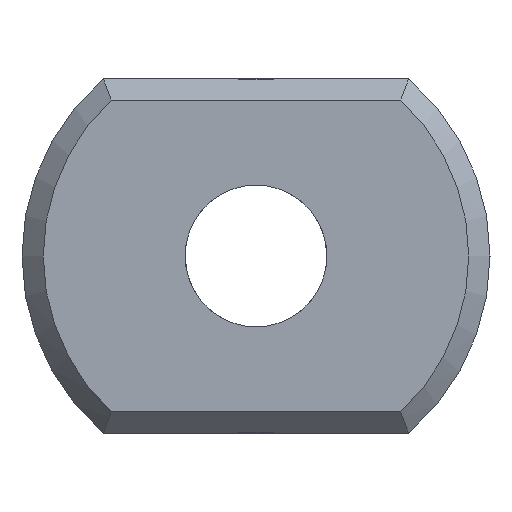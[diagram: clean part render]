
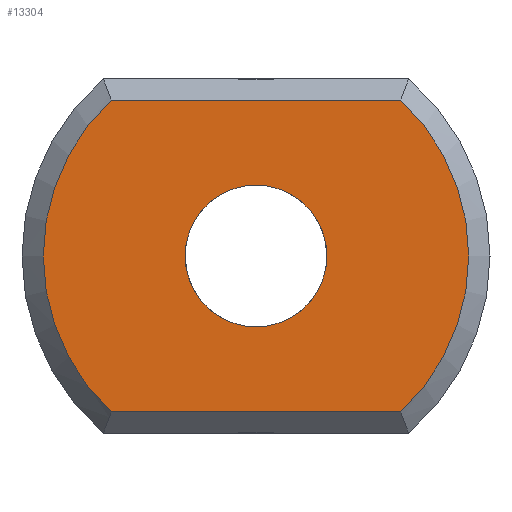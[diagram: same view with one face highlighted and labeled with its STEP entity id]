
A CAD part, left-side view. The second image highlights one B-rep face of the part: STEP entity #13304.
In plain terms, the highlighted planar face has unit normal (-1, 0, 0).
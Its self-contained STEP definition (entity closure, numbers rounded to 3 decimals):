
#3326 = VERTEX_POINT('',#3327);
#3327 = CARTESIAN_POINT('',(0.,-2.04,2.2));
#3336 = VERTEX_POINT('',#3337);
#3337 = CARTESIAN_POINT('',(0.,-2.04,-2.2));
#3344 = EDGE_CURVE('',#3326,#3336,#3345,.T.);
#3345 = CIRCLE('',#3346,3.);
#3346 = AXIS2_PLACEMENT_3D('',#3347,#3348,#3349);
#3347 = CARTESIAN_POINT('',(0.,0.,0.));
#3348 = DIRECTION('',(1.,0.,0.));
#3349 = DIRECTION('',(0.,-0.653,0.758)
  );
#3610 = VERTEX_POINT('',#3611);
#3611 = CARTESIAN_POINT('',(0.,2.04,2.2));
#3618 = EDGE_CURVE('',#3326,#3610,#3619,.T.);
#3619 = LINE('',#3620,#3621);
#3620 = CARTESIAN_POINT('',(0.,-2.154,2.2));
#3621 = VECTOR('',#3622,1.);
#3622 = DIRECTION('',(0.,1.,0.));
#13304 = ADVANCED_FACE('',(#13305,#13324),#13335,.F.);
#13305 = FACE_BOUND('',#13306,.F.);
#13306 = EDGE_LOOP('',(#13307,#13316,#13317,#13318));
#13307 = ORIENTED_EDGE('',*,*,#13308,.T.);
#13308 = EDGE_CURVE('',#13309,#3610,#13311,.T.);
#13309 = VERTEX_POINT('',#13310);
#13310 = CARTESIAN_POINT('',(0.,2.04,-2.2));
#13311 = CIRCLE('',#13312,3.);
#13312 = AXIS2_PLACEMENT_3D('',#13313,#13314,#13315);
#13313 = CARTESIAN_POINT('',(0.,0.,0.));
#13314 = DIRECTION('',(1.,0.,0.));
#13315 = DIRECTION('',(0.,0.653,-0.758)
  );
#13316 = ORIENTED_EDGE('',*,*,#3618,.F.);
#13317 = ORIENTED_EDGE('',*,*,#3344,.T.);
#13318 = ORIENTED_EDGE('',*,*,#13319,.T.);
#13319 = EDGE_CURVE('',#3336,#13309,#13320,.T.);
#13320 = LINE('',#13321,#13322);
#13321 = CARTESIAN_POINT('',(0.,-2.154,-2.2));
#13322 = VECTOR('',#13323,1.);
#13323 = DIRECTION('',(0.,1.,0.));
#13324 = FACE_BOUND('',#13325,.T.);
#13325 = EDGE_LOOP('',(#13326));
#13326 = ORIENTED_EDGE('',*,*,#13327,.T.);
#13327 = EDGE_CURVE('',#13328,#13328,#13330,.T.);
#13328 = VERTEX_POINT('',#13329);
#13329 = CARTESIAN_POINT('',(0.,1.,0.)
  );
#13330 = CIRCLE('',#13331,1.);
#13331 = AXIS2_PLACEMENT_3D('',#13332,#13333,#13334);
#13332 = CARTESIAN_POINT('',(0.,0.,0.));
#13333 = DIRECTION('',(1.,0.,0.));
#13334 = DIRECTION('',(0.,1.,0.));
#13335 = PLANE('',#13336);
#13336 = AXIS2_PLACEMENT_3D('',#13337,#13338,#13339);
#13337 = CARTESIAN_POINT('',(0.,0.,0.));
#13338 = DIRECTION('',(1.,0.,0.));
#13339 = DIRECTION('',(0.,0.,1.));
